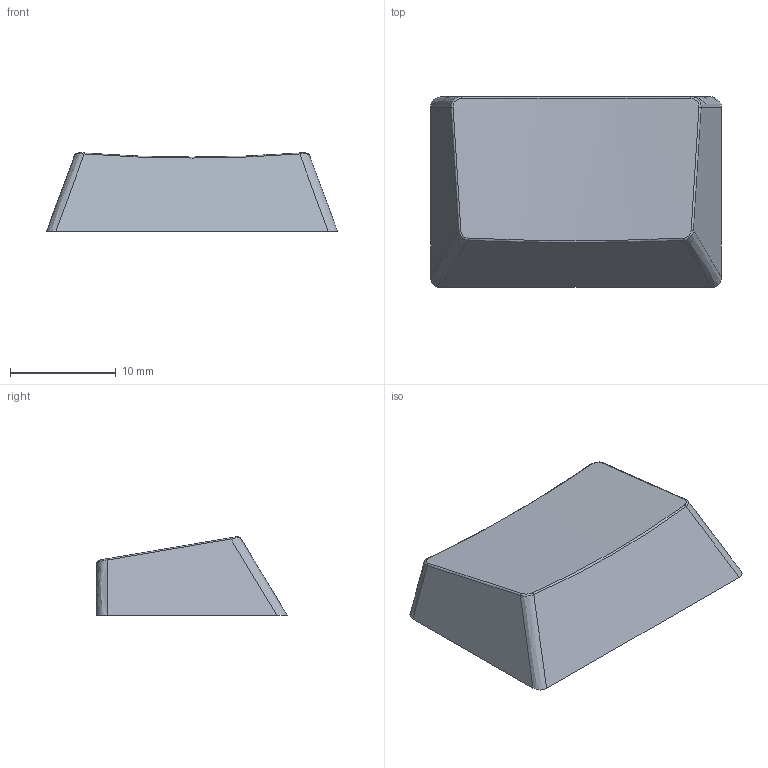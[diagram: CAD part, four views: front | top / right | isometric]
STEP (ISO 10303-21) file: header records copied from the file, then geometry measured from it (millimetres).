
FILE_DESCRIPTION(('FreeCAD Model'),'2;1');
FILE_NAME('Open CASCADE Shape Model','2023-07-20T22:41:36',( 'kicad StepUp'),('ksu MCAD'),'Open CASCADE STEP processor 7.6', 'FreeCAD','Unknown');
FILE_SCHEMA(('AUTOMOTIVE_DESIGN { 1 0 10303 214 1 1 1 1 }'));
Length unit declared in the file: millimetre
Products named in the file (1): row2_1_5u
Bounding box: 27.57 x 18.05 x 7.42 mm (x, y, z)
Volume: 613.2 mm3; surface area: 1861.9 mm2
Topology: 1 solids, 1 shells, 42 faces, 104 edges, 67 vertices
Faces by surface type: bspline 24, plane 14, extrusion 3, cylinder 1
Full cylindrical faces by diameter (mm): 5 x1
Entity records: 2644 total; most frequent: CARTESIAN_POINT 1850, ORIENTED_EDGE 208, EDGE_CURVE 104, DIRECTION 84, VERTEX_POINT 67, FACE_BOUND 45, EDGE_LOOP 45, ADVANCED_FACE 42
